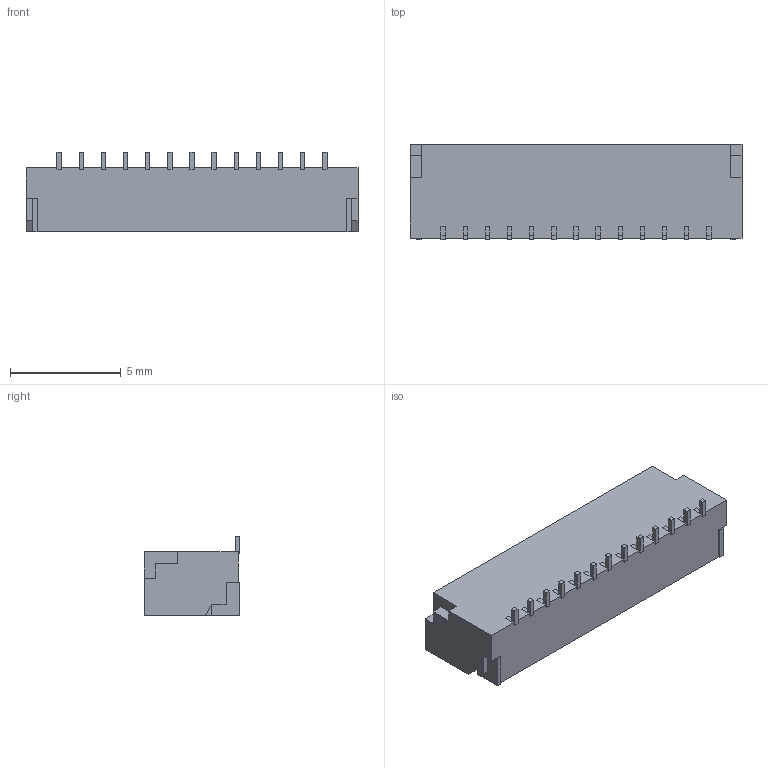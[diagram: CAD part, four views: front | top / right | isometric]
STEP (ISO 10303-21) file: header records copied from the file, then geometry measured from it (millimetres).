
FILE_DESCRIPTION (( 'STEP AP214' ), '1' );
FILE_NAME ('JST_SH_BM13B-SRSS-TB.STEP', '2021-01-14T14:16:47+00:00', 'Stefan Hamminga', '', '', '', '');
FILE_SCHEMA (( 'AUTOMOTIVE_DESIGN' ));
Length unit declared in the file: millimetre
Products named in the file (1): JST_SH_BM13B-SRSS-TB
Bounding box: 15 x 4.32 x 3.6 mm (x, y, z)
Volume: 103.3 mm3; surface area: 429.7 mm2
Topology: 16 solids, 16 shells, 211 faces, 534 edges, 356 vertices
Faces by surface type: plane 211
Entity records: 8049 total; most frequent: CARTESIAN_POINT 1102, ORIENTED_EDGE 1068, DIRECTION 958, LINE 534, VECTOR 534, EDGE_CURVE 534, VERTEX_POINT 356, AXIS2_PLACEMENT_3D 212
